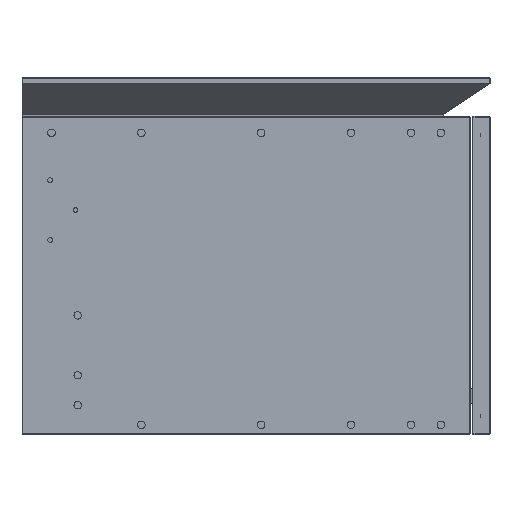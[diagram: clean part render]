
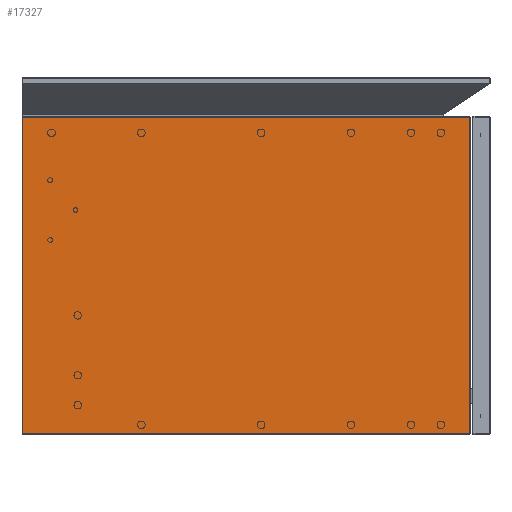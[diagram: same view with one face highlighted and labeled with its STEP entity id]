
A CAD part, left-side view. The second image highlights one B-rep face of the part: STEP entity #17327.
In plain terms, the highlighted planar face has unit normal (-1, 0, 0).
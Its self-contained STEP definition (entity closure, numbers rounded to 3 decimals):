
#17232=CARTESIAN_POINT('',(3174.836,19601.619,-0.8));
#17233=VERTEX_POINT('',#17232);
#17240=CARTESIAN_POINT('',(3174.836,19123.419,-0.8));
#17241=VERTEX_POINT('',#17240);
#17242=CARTESIAN_POINT('',(3174.836,19601.619,-0.8));
#17243=DIRECTION('',(0.0,-1.0,0.0));
#17244=VECTOR('',#17243,478.2);
#17245=LINE('',#17242,#17244);
#17246=EDGE_CURVE('',#17233,#17241,#17245,.T.);
#17263=CARTESIAN_POINT('',(3174.836,19123.419,-339.2));
#17264=VERTEX_POINT('',#17263);
#17265=CARTESIAN_POINT('',(3174.836,19123.419,-0.8));
#17266=DIRECTION('',(0.0,0.0,-1.0));
#17267=VECTOR('',#17266,338.4);
#17268=LINE('',#17265,#17267);
#17269=EDGE_CURVE('',#17241,#17264,#17268,.T.);
#17304=CARTESIAN_POINT('',(3174.836,19362.519,-0.799));
#17305=DIRECTION('',(-1.0,0.0,0.0));
#17306=DIRECTION('',(0.0,0.0,1.0));
#17307=AXIS2_PLACEMENT_3D('',#17304,#17305,#17306);
#17308=PLANE('',#17307);
#17309=ORIENTED_EDGE('',*,*,#17246,.F.);
#17310=CARTESIAN_POINT('',(3174.836,19601.619,-339.2));
#17311=VERTEX_POINT('',#17310);
#17312=CARTESIAN_POINT('',(3174.836,19601.619,-339.2));
#17313=DIRECTION('',(0.0,0.0,1.0));
#17314=VECTOR('',#17313,338.4);
#17315=LINE('',#17312,#17314);
#17316=EDGE_CURVE('',#17311,#17233,#17315,.T.);
#17317=ORIENTED_EDGE('',*,*,#17316,.F.);
#17318=CARTESIAN_POINT('',(3174.836,19123.419,-339.2));
#17319=DIRECTION('',(0.0,1.0,0.0));
#17320=VECTOR('',#17319,478.2);
#17321=LINE('',#17318,#17320);
#17322=EDGE_CURVE('',#17264,#17311,#17321,.T.);
#17323=ORIENTED_EDGE('',*,*,#17322,.F.);
#17324=ORIENTED_EDGE('',*,*,#17269,.F.);
#17325=EDGE_LOOP('',(#17309,#17317,#17323,#17324));
#17326=FACE_OUTER_BOUND('',#17325,.T.);
#17327=ADVANCED_FACE('',(#17326),#17308,.T.);
